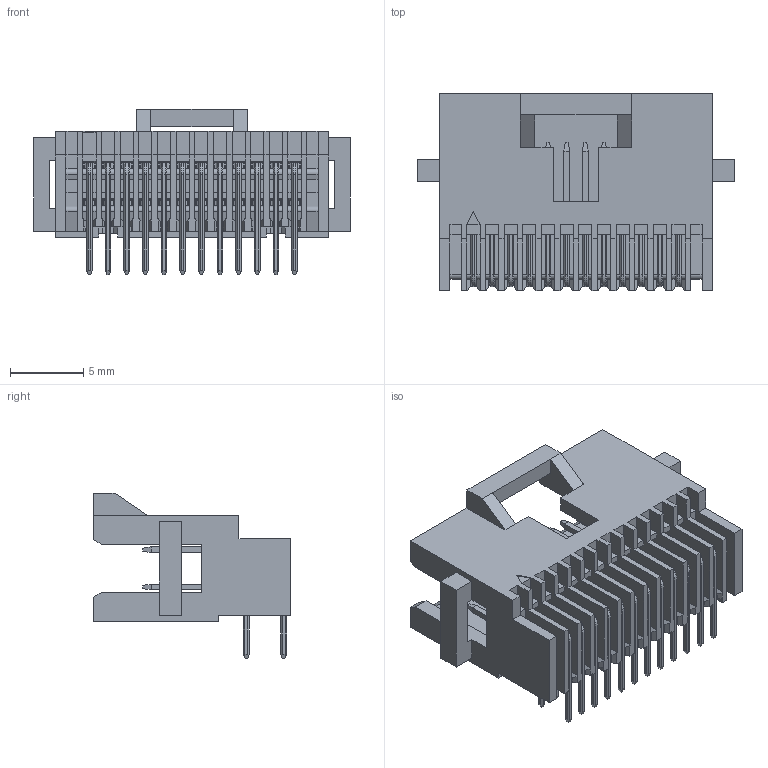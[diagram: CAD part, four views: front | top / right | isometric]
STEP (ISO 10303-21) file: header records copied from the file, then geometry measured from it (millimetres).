
FILE_DESCRIPTION( ('This file contains a STEP AP42 implementation' ,'as created by ZW3D STEP Interface translator.') ,'2;1' );
FILE_NAME( '3144A-XXRXXBK00X3.stp' ,'231123.15 655', (''), ('ZWCAD Software Co.'), 'Version 1.0', 'ZW3D to STEP translator', '' );
FILE_SCHEMA(('AUTOMOTIVE_DESIGN { 1 0 10303 214 1 1 1 1 }'));
Length unit declared in the file: millimetre
Products named in the file (2): 0; 3144A-24RXXBK00T3
Bounding box: 21.57 x 13.4 x 11.24 mm (x, y, z)
Volume: 811.8 mm3; surface area: 2312 mm2
Topology: 1 solids, 1 shells, 1986 faces, 6133 edges, 3915 vertices
Faces by surface type: plane 1535, cylinder 355, cone 96
Entity records: 70198 total; most frequent: ORIENTED_EDGE 12646, CARTESIAN_POINT 12068, DIRECTION 11048, EDGE_CURVE 6166, VECTOR 5258, LINE 5258, VERTEX_POINT 3915, AXIS2_PLACEMENT_3D 2895
